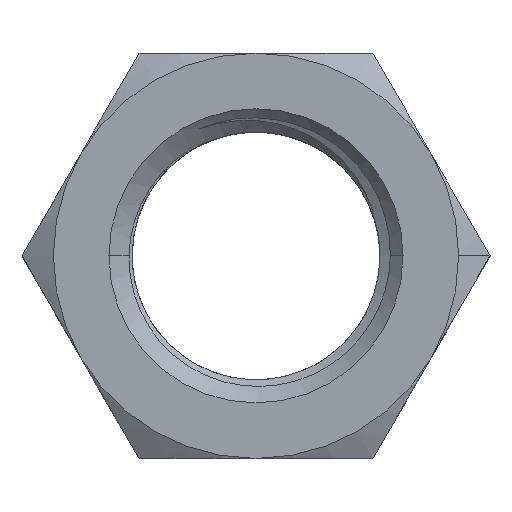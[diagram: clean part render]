
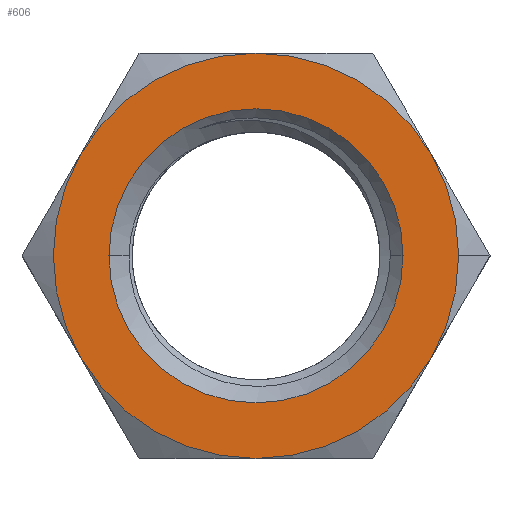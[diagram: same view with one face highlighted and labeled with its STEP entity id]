
A CAD part, top view. The second image highlights one B-rep face of the part: STEP entity #606.
In plain terms, the highlighted planar face has unit normal (0, 0, 1).
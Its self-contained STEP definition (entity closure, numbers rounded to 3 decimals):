
#21 = CARTESIAN_POINT ( 'NONE',  ( 38.1, 0., 58. ) ) ;
#272 = CARTESIAN_POINT ( 'NONE',  ( -38.1, 0., 58. ) ) ;
#298 = AXIS2_PLACEMENT_3D ( 'NONE', #1076, #3400, #1709 ) ;
#385 = CARTESIAN_POINT ( 'NONE',  ( -45.466, 26.25, 58. ) ) ;
#396 = EDGE_CURVE ( 'NONE', #1578, #2052, #1267, .T. ) ;
#441 = CARTESIAN_POINT ( 'NONE',  ( 45.466, 26.25, 58. ) ) ;
#557 = EDGE_CURVE ( 'NONE', #673, #1763, #2391, .T. ) ;
#606 = ADVANCED_FACE ( 'NONE', ( #2219, #692 ), #2860, .T. ) ;
#673 = VERTEX_POINT ( 'NONE', #385 ) ;
#684 = AXIS2_PLACEMENT_3D ( 'NONE', #706, #2690, #2401 ) ;
#687 = CARTESIAN_POINT ( 'NONE',  ( 0., 0., 58. ) ) ;
#692 = FACE_OUTER_BOUND ( 'NONE', #1840, .T. ) ;
#706 = CARTESIAN_POINT ( 'NONE',  ( 0., 0., 58. ) ) ;
#733 = DIRECTION ( 'NONE',  ( 0., 0., 1. ) ) ;
#735 = EDGE_CURVE ( 'NONE', #2915, #2011, #1266, .T. ) ;
#742 = DIRECTION ( 'NONE',  ( 1., 0., 0. ) ) ;
#873 = EDGE_CURVE ( 'NONE', #1763, #2915, #2309, .T. ) ;
#931 = AXIS2_PLACEMENT_3D ( 'NONE', #1736, #1165, #3159 ) ;
#975 = VERTEX_POINT ( 'NONE', #1669 ) ;
#976 = CARTESIAN_POINT ( 'NONE',  ( 0., 52.5, 58. ) ) ;
#1002 = CIRCLE ( 'NONE', #2905, 52.5 ) ;
#1024 = CARTESIAN_POINT ( 'NONE',  ( 0., 0., 58. ) ) ;
#1076 = CARTESIAN_POINT ( 'NONE',  ( 0., 0., 58. ) ) ;
#1124 = AXIS2_PLACEMENT_3D ( 'NONE', #2014, #1481, #2289 ) ;
#1140 = DIRECTION ( 'NONE',  ( 1., 0., 0. ) ) ;
#1159 = ORIENTED_EDGE ( 'NONE', *, *, #396, .T. ) ;
#1165 = DIRECTION ( 'NONE',  ( 0., 0., -1. ) ) ;
#1177 = ORIENTED_EDGE ( 'NONE', *, *, #735, .T. ) ;
#1178 = CARTESIAN_POINT ( 'NONE',  ( 0., 0., 58. ) ) ;
#1265 = CARTESIAN_POINT ( 'NONE',  ( 0., -52.5, 58. ) ) ;
#1266 = CIRCLE ( 'NONE', #684, 52.5 ) ;
#1267 = CIRCLE ( 'NONE', #2350, 38.1 ) ;
#1310 = EDGE_CURVE ( 'NONE', #2377, #673, #3631, .T. ) ;
#1415 = AXIS2_PLACEMENT_3D ( 'NONE', #1178, #2596, #2875 ) ;
#1481 = DIRECTION ( 'NONE',  ( 0., 0., 1. ) ) ;
#1514 = EDGE_CURVE ( 'NONE', #2011, #975, #1757, .T. ) ;
#1570 = ORIENTED_EDGE ( 'NONE', *, *, #2585, .T. ) ;
#1576 = ORIENTED_EDGE ( 'NONE', *, *, #1310, .T. ) ;
#1578 = VERTEX_POINT ( 'NONE', #21 ) ;
#1669 = CARTESIAN_POINT ( 'NONE',  ( 52.5, 0., 58. ) ) ;
#1709 = DIRECTION ( 'NONE',  ( 1., 0., 0. ) ) ;
#1736 = CARTESIAN_POINT ( 'NONE',  ( 0., 0., 58. ) ) ;
#1757 = CIRCLE ( 'NONE', #3620, 52.5 ) ;
#1763 = VERTEX_POINT ( 'NONE', #3469 ) ;
#1778 = CIRCLE ( 'NONE', #2934, 52.5 ) ;
#1840 = EDGE_LOOP ( 'NONE', ( #3389, #1570, #3071, #1576, #3218, #2595, #1177 ) ) ;
#1913 = DIRECTION ( 'NONE',  ( 0., 0., 1. ) ) ;
#2005 = DIRECTION ( 'NONE',  ( 0., 0., 1. ) ) ;
#2011 = VERTEX_POINT ( 'NONE', #2492 ) ;
#2014 = CARTESIAN_POINT ( 'NONE',  ( 0., 0., 58. ) ) ;
#2052 = VERTEX_POINT ( 'NONE', #272 ) ;
#2159 = DIRECTION ( 'NONE',  ( 0., 0., 1. ) ) ;
#2219 = FACE_BOUND ( 'NONE', #2895, .T. ) ;
#2289 = DIRECTION ( 'NONE',  ( 1., 0., 0. ) ) ;
#2309 = CIRCLE ( 'NONE', #2476, 52.5 ) ;
#2350 = AXIS2_PLACEMENT_3D ( 'NONE', #2459, #2724, #742 ) ;
#2377 = VERTEX_POINT ( 'NONE', #976 ) ;
#2391 = CIRCLE ( 'NONE', #298, 52.5 ) ;
#2401 = DIRECTION ( 'NONE',  ( 1., 0., 0. ) ) ;
#2459 = CARTESIAN_POINT ( 'NONE',  ( 0., 0., 58. ) ) ;
#2476 = AXIS2_PLACEMENT_3D ( 'NONE', #3301, #1913, #3312 ) ;
#2492 = CARTESIAN_POINT ( 'NONE',  ( 45.466, -26.25, 58. ) ) ;
#2585 = EDGE_CURVE ( 'NONE', #975, #3066, #1778, .T. ) ;
#2595 = ORIENTED_EDGE ( 'NONE', *, *, #873, .T. ) ;
#2596 = DIRECTION ( 'NONE',  ( 0., 0., 1. ) ) ;
#2657 = EDGE_CURVE ( 'NONE', #2052, #1578, #2705, .T. ) ;
#2690 = DIRECTION ( 'NONE',  ( 0., 0., 1. ) ) ;
#2705 = CIRCLE ( 'NONE', #931, 38.1 ) ;
#2724 = DIRECTION ( 'NONE',  ( 0., 0., -1. ) ) ;
#2825 = CARTESIAN_POINT ( 'NONE',  ( 0., 0., 58. ) ) ;
#2860 = PLANE ( 'NONE',  #1124 ) ;
#2875 = DIRECTION ( 'NONE',  ( 1., 0., 0. ) ) ;
#2895 = EDGE_LOOP ( 'NONE', ( #1159, #3669 ) ) ;
#2905 = AXIS2_PLACEMENT_3D ( 'NONE', #687, #2159, #3015 ) ;
#2915 = VERTEX_POINT ( 'NONE', #1265 ) ;
#2934 = AXIS2_PLACEMENT_3D ( 'NONE', #2825, #2005, #1140 ) ;
#3014 = DIRECTION ( 'NONE',  ( 1., 0., 0. ) ) ;
#3015 = DIRECTION ( 'NONE',  ( 1., 0., 0. ) ) ;
#3066 = VERTEX_POINT ( 'NONE', #441 ) ;
#3071 = ORIENTED_EDGE ( 'NONE', *, *, #3593, .T. ) ;
#3159 = DIRECTION ( 'NONE',  ( 1., 0., 0. ) ) ;
#3218 = ORIENTED_EDGE ( 'NONE', *, *, #557, .T. ) ;
#3301 = CARTESIAN_POINT ( 'NONE',  ( 0., 0., 58. ) ) ;
#3312 = DIRECTION ( 'NONE',  ( 1., 0., 0. ) ) ;
#3389 = ORIENTED_EDGE ( 'NONE', *, *, #1514, .T. ) ;
#3400 = DIRECTION ( 'NONE',  ( 0., 0., 1. ) ) ;
#3469 = CARTESIAN_POINT ( 'NONE',  ( -45.466, -26.25, 58. ) ) ;
#3593 = EDGE_CURVE ( 'NONE', #3066, #2377, #1002, .T. ) ;
#3620 = AXIS2_PLACEMENT_3D ( 'NONE', #1024, #733, #3014 ) ;
#3631 = CIRCLE ( 'NONE', #1415, 52.5 ) ;
#3669 = ORIENTED_EDGE ( 'NONE', *, *, #2657, .T. ) ;
